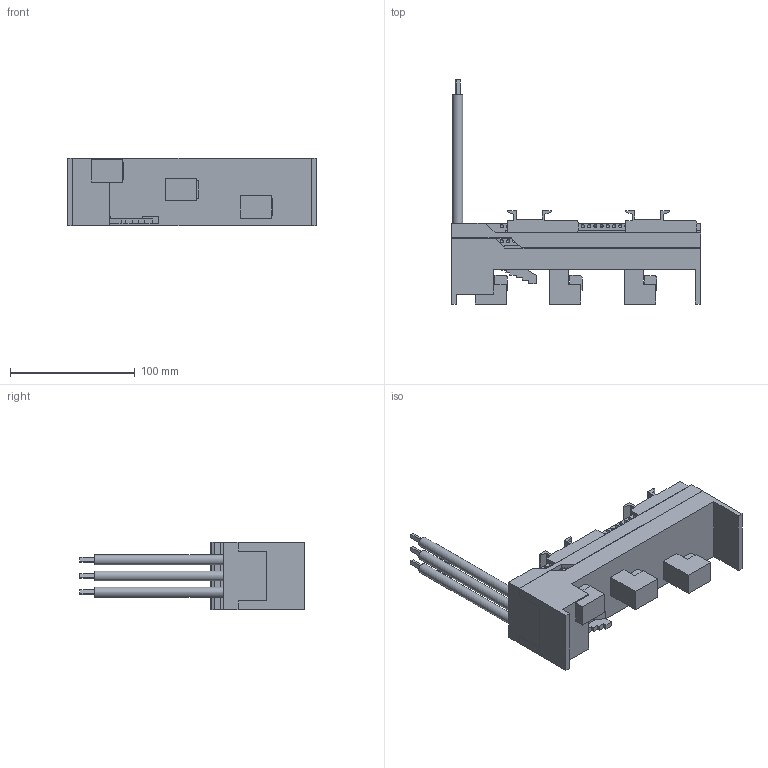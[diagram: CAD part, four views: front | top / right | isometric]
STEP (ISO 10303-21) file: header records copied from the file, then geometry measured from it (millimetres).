
FILE_DESCRIPTION((''),'2;1');
FILE_NAME('32412000.stp','2007-12-22T11:14:04',('Hubert Lenker'),(''),'Autodesk Inventor 10','Autodesk Inventor 10','');
FILE_SCHEMA(('AUTOMOTIVE_DESIGN { 1 0 10303 214 1 1 1 1 }'));
Length unit declared in the file: millimetre
Products named in the file (6): 32412000; EMC54UT; EMC54x200_OT; 79351000; 80034000; AWG8
Assembly tree (9 placements, depth 2):
  32412000
    EMC54UT
    EMC54x200_OT
    79351000  x2
    80034000  x2
    AWG8  x3
Bounding box: 200.1 x 180.1 x 54 mm (x, y, z)
Volume: 393106.4 mm3; surface area: 140488.3 mm2
Topology: 9 solids, 9 shells, 932 faces, 2648 edges, 1764 vertices
Faces by surface type: bspline 446, plane 340, cylinder 78, cone 64, torus 4
Full cylindrical faces by diameter (mm): 2.159 x2, 2.5 x64, 4.931 x2, 8 x3
Entity records: 25598 total; most frequent: CARTESIAN_POINT 10427, DIRECTION 2765, ORIENTED_EDGE 2672, EDGE_LOOP 1409, EDGE_CURVE 1336, VERTEX_POINT 1071, AXIS2_PLACEMENT_3D 1013, FACE_OUTER_BOUND 833
